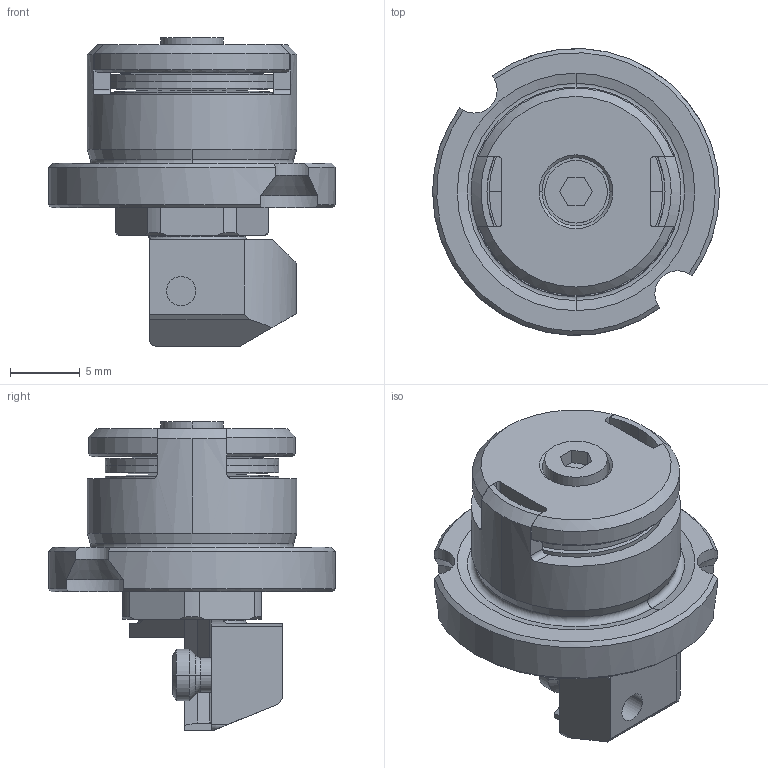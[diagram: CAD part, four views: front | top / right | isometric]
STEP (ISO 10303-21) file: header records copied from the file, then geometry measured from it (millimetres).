
FILE_DESCRIPTION(/* description */ (''),/* implementation_level */ '2;1');
FILE_NAME(/* name */ 'FV1-FVSP11S.stp',/* time_stamp */ '2019-09-03T15:16:09+09:00',/* author */ (''),/* organization */ (''),/* preprocessor_version */ 'ST-DEVELOPER v16',/* originating_system */ 'SIEMENS PLM Software NX 10.0',/* authorisation */ '');
FILE_SCHEMA (('AUTOMOTIVE_DESIGN { 1 0 10303 214 3 1 1 1 }'));
Length unit declared in the file: millimetre
Products named in the file (1): FV1-FVSP11S_ASM
Bounding box: 20.62 x 20.62 x 22.15 mm (x, y, z)
Volume: 2800.7 mm3; surface area: 4734.6 mm2
Topology: 12 solids, 12 shells, 1007 faces, 2799 edges, 1835 vertices
Faces by surface type: plane 770, cone 116, cylinder 94, torus 25, sphere 2
Entity records: 32978 total; most frequent: CARTESIAN_POINT 6691, ORIENTED_EDGE 5590, DIRECTION 5216, EDGE_CURVE 2795, LINE 2082, VECTOR 2082, VERTEX_POINT 1835, AXIS2_PLACEMENT_3D 1567
